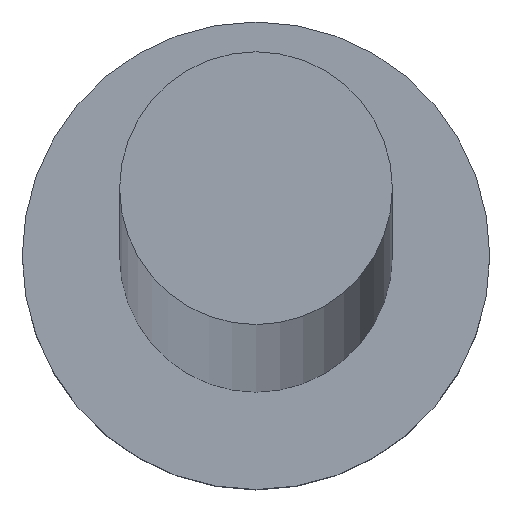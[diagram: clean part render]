
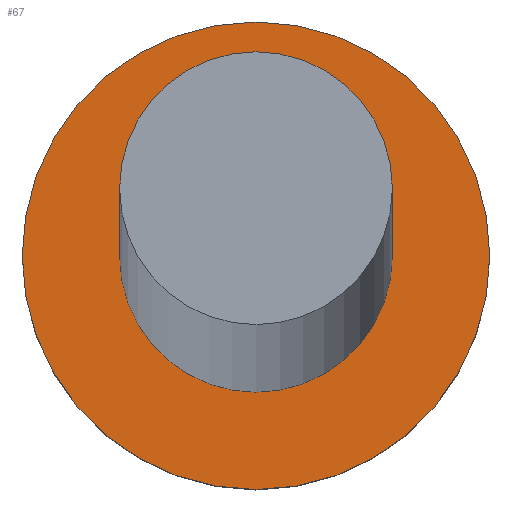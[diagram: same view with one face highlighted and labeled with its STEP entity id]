
A CAD part, top view. The second image highlights one B-rep face of the part: STEP entity #67.
In plain terms, the highlighted planar face has unit normal (0, 0, 1).
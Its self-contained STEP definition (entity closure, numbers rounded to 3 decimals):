
#1 = CIRCLE ( 'NONE', #173, 3. ) ;
#24 = DIRECTION ( 'NONE',  ( 0., 0., 1. ) ) ;
#25 = ORIENTED_EDGE ( 'NONE', *, *, #113, .F. ) ;
#29 = DIRECTION ( 'NONE',  ( 0., 0., 1. ) ) ;
#31 = DIRECTION ( 'NONE',  ( 0., 0., 1. ) ) ;
#34 = FACE_OUTER_BOUND ( 'NONE', #238, .T. ) ;
#35 = ORIENTED_EDGE ( 'NONE', *, *, #159, .F. ) ;
#37 = VERTEX_POINT ( 'NONE', #160 ) ;
#40 = VERTEX_POINT ( 'NONE', #127 ) ;
#49 = DIRECTION ( 'NONE',  ( 0., 0., 1. ) ) ;
#51 = FACE_BOUND ( 'NONE', #181, .T. ) ;
#67 = ADVANCED_FACE ( 'NONE', ( #51, #34 ), #212, .T. ) ;
#69 = CIRCLE ( 'NONE', #254, 3. ) ;
#75 = ORIENTED_EDGE ( 'NONE', *, *, #199, .T. ) ;
#84 = CARTESIAN_POINT ( 'NONE',  ( 3., 0., 3. ) ) ;
#89 = DIRECTION ( 'NONE',  ( 1., 0., 0. ) ) ;
#100 = EDGE_CURVE ( 'NONE', #37, #170, #1, .T. ) ;
#105 = DIRECTION ( 'NONE',  ( 0., 0., 1. ) ) ;
#106 = CARTESIAN_POINT ( 'NONE',  ( -1.75, 0., 3. ) ) ;
#110 = CARTESIAN_POINT ( 'NONE',  ( 0., 0., 3. ) ) ;
#113 = EDGE_CURVE ( 'NONE', #161, #40, #207, .T. ) ;
#117 = AXIS2_PLACEMENT_3D ( 'NONE', #110, #24, #126 ) ;
#125 = AXIS2_PLACEMENT_3D ( 'NONE', #141, #31, #176 ) ;
#126 = DIRECTION ( 'NONE',  ( 1., 0., 0. ) ) ;
#127 = CARTESIAN_POINT ( 'NONE',  ( 1.75, 0., 3. ) ) ;
#133 = AXIS2_PLACEMENT_3D ( 'NONE', #210, #49, #233 ) ;
#141 = CARTESIAN_POINT ( 'NONE',  ( 0., 0., 3. ) ) ;
#144 = ORIENTED_EDGE ( 'NONE', *, *, #100, .T. ) ;
#159 = EDGE_CURVE ( 'NONE', #40, #161, #250, .T. ) ;
#160 = CARTESIAN_POINT ( 'NONE',  ( -3., 0., 3. ) ) ;
#161 = VERTEX_POINT ( 'NONE', #106 ) ;
#170 = VERTEX_POINT ( 'NONE', #84 ) ;
#173 = AXIS2_PLACEMENT_3D ( 'NONE', #243, #105, #245 ) ;
#176 = DIRECTION ( 'NONE',  ( 1., 0., 0. ) ) ;
#181 = EDGE_LOOP ( 'NONE', ( #25, #35 ) ) ;
#194 = CARTESIAN_POINT ( 'NONE',  ( 0., 0., 3. ) ) ;
#199 = EDGE_CURVE ( 'NONE', #170, #37, #69, .T. ) ;
#207 = CIRCLE ( 'NONE', #133, 1.75 ) ;
#210 = CARTESIAN_POINT ( 'NONE',  ( 0., 0., 3. ) ) ;
#212 = PLANE ( 'NONE',  #125 ) ;
#233 = DIRECTION ( 'NONE',  ( 1., 0., 0. ) ) ;
#238 = EDGE_LOOP ( 'NONE', ( #144, #75 ) ) ;
#243 = CARTESIAN_POINT ( 'NONE',  ( 0., 0., 3. ) ) ;
#245 = DIRECTION ( 'NONE',  ( 1., 0., 0. ) ) ;
#250 = CIRCLE ( 'NONE', #117, 1.75 ) ;
#254 = AXIS2_PLACEMENT_3D ( 'NONE', #194, #29, #89 ) ;
